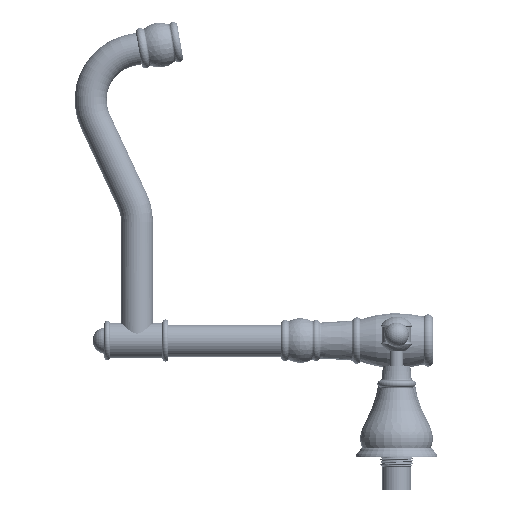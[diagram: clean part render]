
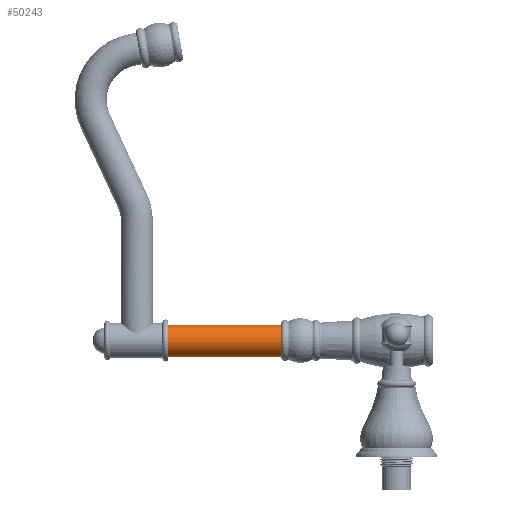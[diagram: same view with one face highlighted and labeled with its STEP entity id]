
A CAD part, left-side view. The second image highlights one B-rep face of the part: STEP entity #50243.
In plain terms, the highlighted cylindrical face has radius 11 mm (diameter 22 mm), a partial arc.
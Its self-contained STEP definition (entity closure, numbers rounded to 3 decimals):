
#2412 = VERTEX_POINT ( 'NONE', #66072 ) ;
#3442 = CIRCLE ( 'NONE', #65114, 11. ) ;
#5315 = AXIS2_PLACEMENT_3D ( 'NONE', #5842, #6287, #32633 ) ;
#5842 = CARTESIAN_POINT ( 'NONE',  ( 0., 0., 0. ) ) ;
#6287 = DIRECTION ( 'NONE',  ( 0., -1., 0. ) ) ;
#10825 = DIRECTION ( 'NONE',  ( 0., -1., 0. ) ) ;
#11594 = DIRECTION ( 'NONE',  ( 0., -1., 0. ) ) ;
#11686 = CARTESIAN_POINT ( 'NONE',  ( 0., 0., -11. ) ) ;
#15736 = VECTOR ( 'NONE', #81799, 1000. ) ;
#19165 = LINE ( 'NONE', #11686, #72557 ) ;
#23040 = EDGE_CURVE ( 'NONE', #68691, #2412, #19165, .T. ) ;
#24821 = AXIS2_PLACEMENT_3D ( 'NONE', #43837, #38119, #85067 ) ;
#27035 = ORIENTED_EDGE ( 'NONE', *, *, #52000, .F. ) ;
#30780 = CARTESIAN_POINT ( 'NONE',  ( 0., 0., 11. ) ) ;
#32633 = DIRECTION ( 'NONE',  ( 0., 0., -1. ) ) ;
#32734 = VERTEX_POINT ( 'NONE', #61582 ) ;
#37517 = CARTESIAN_POINT ( 'NONE',  ( 0., 82., -11. ) ) ;
#38119 = DIRECTION ( 'NONE',  ( 0., -1., 0. ) ) ;
#39363 = EDGE_LOOP ( 'NONE', ( #53534, #70732, #48519, #27035 ) ) ;
#43837 = CARTESIAN_POINT ( 'NONE',  ( 0., 0., 0. ) ) ;
#47201 = CARTESIAN_POINT ( 'NONE',  ( 0., 0., 11. ) ) ;
#48519 = ORIENTED_EDGE ( 'NONE', *, *, #23040, .T. ) ;
#50243 = ADVANCED_FACE ( 'NONE', ( #70171 ), #85492, .T. ) ;
#52000 = EDGE_CURVE ( 'NONE', #54016, #2412, #68349, .T. ) ;
#52422 = DIRECTION ( 'NONE',  ( 0., 0., -1. ) ) ;
#53534 = ORIENTED_EDGE ( 'NONE', *, *, #59643, .F. ) ;
#54016 = VERTEX_POINT ( 'NONE', #30780 ) ;
#59643 = EDGE_CURVE ( 'NONE', #32734, #54016, #67362, .T. ) ;
#61582 = CARTESIAN_POINT ( 'NONE',  ( 0., 82., 11. ) ) ;
#64503 = EDGE_CURVE ( 'NONE', #32734, #68691, #3442, .T. ) ;
#65114 = AXIS2_PLACEMENT_3D ( 'NONE', #71723, #11594, #52422 ) ;
#66072 = CARTESIAN_POINT ( 'NONE',  ( 0., 0., -11. ) ) ;
#67362 = LINE ( 'NONE', #47201, #15736 ) ;
#68349 = CIRCLE ( 'NONE', #5315, 11. ) ;
#68691 = VERTEX_POINT ( 'NONE', #37517 ) ;
#70171 = FACE_OUTER_BOUND ( 'NONE', #39363, .T. ) ;
#70732 = ORIENTED_EDGE ( 'NONE', *, *, #64503, .T. ) ;
#71723 = CARTESIAN_POINT ( 'NONE',  ( 0., 82., 0. ) ) ;
#72557 = VECTOR ( 'NONE', #10825, 1000. ) ;
#81799 = DIRECTION ( 'NONE',  ( 0., -1., 0. ) ) ;
#85067 = DIRECTION ( 'NONE',  ( 0., 0., -1. ) ) ;
#85492 = CYLINDRICAL_SURFACE ( 'NONE', #24821, 11. ) ;
